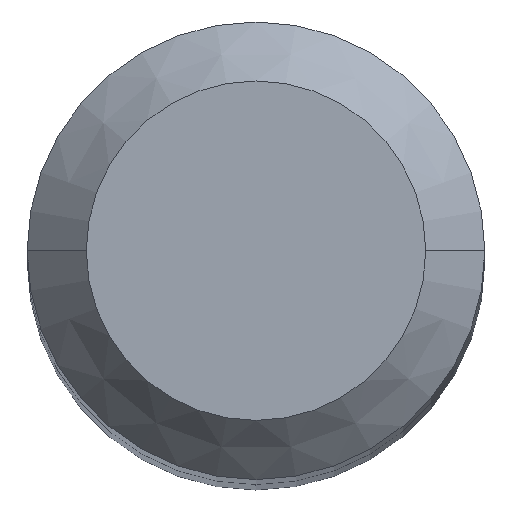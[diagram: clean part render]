
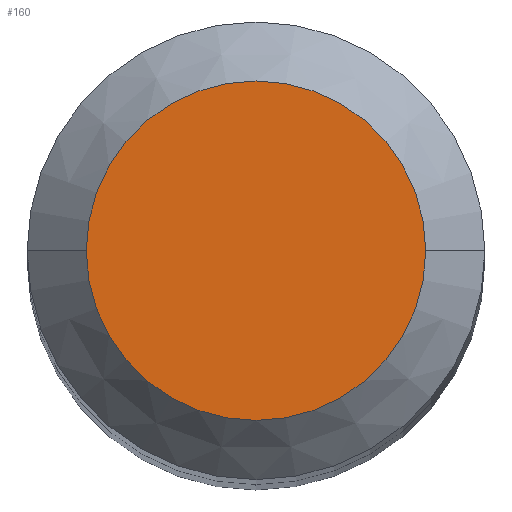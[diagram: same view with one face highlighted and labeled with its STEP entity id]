
A CAD part, top view. The second image highlights one B-rep face of the part: STEP entity #160.
In plain terms, the highlighted planar face has unit normal (0, 0, 1).
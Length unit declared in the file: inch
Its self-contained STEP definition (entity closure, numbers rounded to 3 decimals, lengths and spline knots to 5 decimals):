
#3 = FACE_OUTER_BOUND ( 'NONE', #156, .T. ) ;
#6 = CIRCLE ( 'NONE', #317, 0.08975 ) ;
#57 = VERTEX_POINT ( 'NONE', #221 ) ;
#61 = DIRECTION ( 'NONE',  ( 0., 0., 1. ) ) ;
#93 = CIRCLE ( 'NONE', #385, 0.08975 ) ;
#104 = EDGE_CURVE ( 'NONE', #108, #57, #6, .T. ) ;
#108 = VERTEX_POINT ( 'NONE', #377 ) ;
#121 = DIRECTION ( 'NONE',  ( 1., 0., 0. ) ) ;
#124 = CARTESIAN_POINT ( 'NONE',  ( 0., 0., 0. ) ) ;
#131 = CARTESIAN_POINT ( 'NONE',  ( 0., 0., 0. ) ) ;
#152 = ORIENTED_EDGE ( 'NONE', *, *, #159, .T. ) ;
#156 = EDGE_LOOP ( 'NONE', ( #201, #152 ) ) ;
#159 = EDGE_CURVE ( 'NONE', #57, #108, #93, .T. ) ;
#160 = ADVANCED_FACE ( 'NONE', ( #3 ), #280, .F. ) ;
#166 = DIRECTION ( 'NONE',  ( 0., 0., 1. ) ) ;
#201 = ORIENTED_EDGE ( 'NONE', *, *, #104, .T. ) ;
#221 = CARTESIAN_POINT ( 'NONE',  ( 0.08975, 0., 0. ) ) ;
#245 = DIRECTION ( 'NONE',  ( 0., 0., -1. ) ) ;
#248 = DIRECTION ( 'NONE',  ( -1., 0., 0. ) ) ;
#250 = DIRECTION ( 'NONE',  ( 1., 0., 0. ) ) ;
#280 = PLANE ( 'NONE',  #352 ) ;
#317 = AXIS2_PLACEMENT_3D ( 'NONE', #124, #61, #121 ) ;
#323 = CARTESIAN_POINT ( 'NONE',  ( 0., 0., 0. ) ) ;
#352 = AXIS2_PLACEMENT_3D ( 'NONE', #131, #245, #248 ) ;
#377 = CARTESIAN_POINT ( 'NONE',  ( -0.08975, 0., 0. ) ) ;
#385 = AXIS2_PLACEMENT_3D ( 'NONE', #323, #166, #250 ) ;
